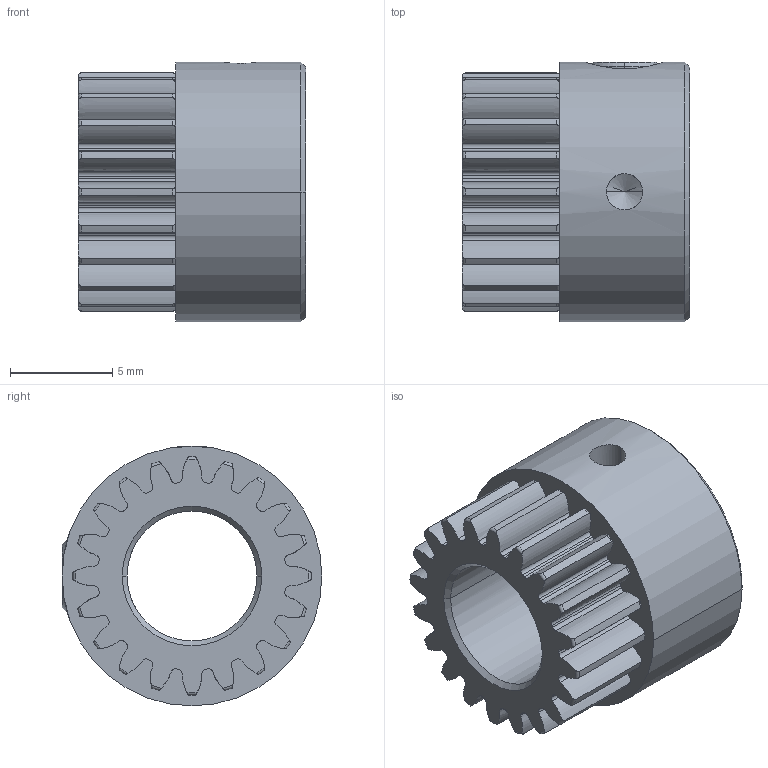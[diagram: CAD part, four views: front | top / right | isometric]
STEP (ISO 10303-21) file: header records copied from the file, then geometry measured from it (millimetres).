
FILE_DESCRIPTION((''),'2;1');
FILE_NAME('S1086Z-048A020','2018-05-08T',('SYSTEM'),(''),'PRO/ENGINEER BY PARAMETRIC TECHNOLOGY CORPORATION, 2016360','PRO/ENGINEER BY PARAMETRIC TECHNOLOGY CORPORATION, 2016360','');
FILE_SCHEMA(('AUTOMOTIVE_DESIGN { 1 0 10303 214 1 1 1 1 }'));
Length unit declared in the file: inch
Products named in the file (1): S1086Z-048A020
Bounding box: 11.1 x 12.7 x 12.7 mm (x, y, z)
Volume: 847.5 mm3; surface area: 1046.9 mm2
Topology: 2 solids, 2 shells, 204 faces, 575 edges, 375 vertices
Faces by surface type: cylinder 92, torus 40, extrusion 40, plane 18, cone 12, bspline 2
Entity records: 9449 total; most frequent: CARTESIAN_POINT 3845, ORIENTED_EDGE 1146, DIRECTION 999, EDGE_CURVE 573, AXIS2_PLACEMENT_3D 392, VERTEX_POINT 375, CIRCLE 230, VECTOR 215
